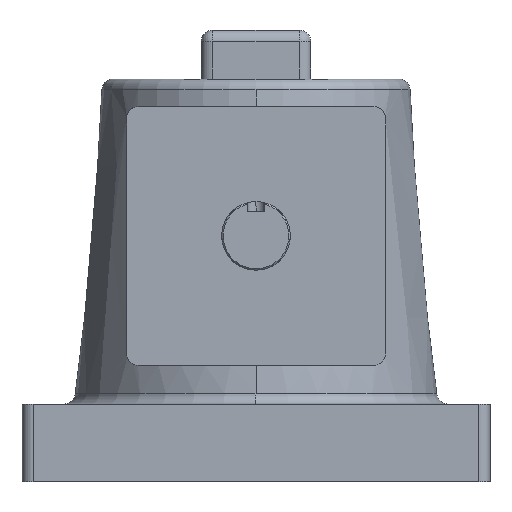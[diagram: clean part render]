
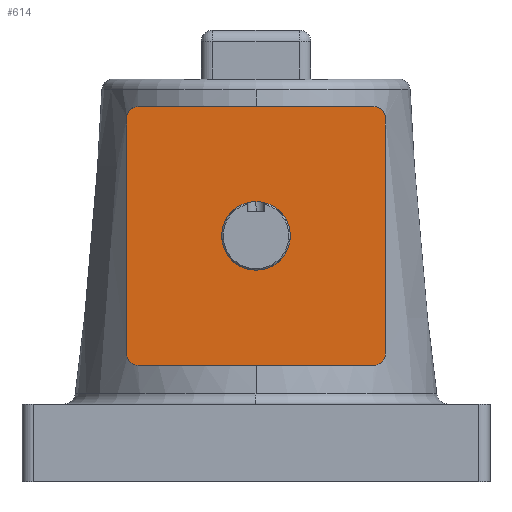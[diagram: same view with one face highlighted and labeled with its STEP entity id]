
A CAD part, left-side view. The second image highlights one B-rep face of the part: STEP entity #614.
In plain terms, the highlighted planar face has unit normal (-1, 0, 0).
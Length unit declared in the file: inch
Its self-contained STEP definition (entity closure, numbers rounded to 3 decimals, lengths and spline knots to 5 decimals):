
#49 = ORIENTED_EDGE ( 'NONE', *, *, #640, .T. ) ;
#50 = ORIENTED_EDGE ( 'NONE', *, *, #639, .T. ) ;
#57 = ORIENTED_EDGE ( 'NONE', *, *, #637, .F. ) ;
#58 = ORIENTED_EDGE ( 'NONE', *, *, #638, .F. ) ;
#125 = VERTEX_POINT ( 'NONE', #1642 ) ;
#126 = VERTEX_POINT ( 'NONE', #1643 ) ;
#157 = VERTEX_POINT ( 'NONE', #1674 ) ;
#158 = VERTEX_POINT ( 'NONE', #1675 ) ;
#159 = VERTEX_POINT ( 'NONE', #1676 ) ;
#160 = VERTEX_POINT ( 'NONE', #1677 ) ;
#161 = VERTEX_POINT ( 'NONE', #1678 ) ;
#162 = VERTEX_POINT ( 'NONE', #1679 ) ;
#163 = VERTEX_POINT ( 'NONE', #1680 ) ;
#164 = VERTEX_POINT ( 'NONE', #1681 ) ;
#365 = CARTESIAN_POINT ( 'NONE',  ( -2.75, 0., 2.69 ) ) ;
#367 = DIRECTION ( 'NONE',  ( 1., 0., 0. ) ) ;
#368 = DIRECTION ( 'NONE',  ( 0., 0., 1. ) ) ;
#614 = ADVANCED_FACE ( 'NONE', ( #1422, #1420 ), #1764, .T. ) ;
#634 = EDGE_CURVE ( 'NONE', #162, #161, #1454, .T. ) ;
#635 = EDGE_CURVE ( 'NONE', #162, #163, #1458, .T. ) ;
#637 = EDGE_CURVE ( 'NONE', #160, #159, #1459, .T. ) ;
#638 = EDGE_CURVE ( 'NONE', #157, #158, #1453, .T. ) ;
#639 = EDGE_CURVE ( 'NONE', #157, #159, #1463, .T. ) ;
#640 = EDGE_CURVE ( 'NONE', #160, #161, #1465, .T. ) ;
#641 = EDGE_CURVE ( 'NONE', #164, #158, #1467, .T. ) ;
#642 = EDGE_CURVE ( 'NONE', #164, #163, #1462, .T. ) ;
#645 = EDGE_CURVE ( 'NONE', #125, #126, #1474, .T. ) ;
#752 = EDGE_CURVE ( 'NONE', #126, #125, #2280, .T. ) ;
#850 = AXIS2_PLACEMENT_3D ( 'NONE', #1768, #1776, #1777 ) ;
#862 = AXIS2_PLACEMENT_3D ( 'NONE', #1843, #1844, #1845 ) ;
#870 = AXIS2_PLACEMENT_3D ( 'NONE', #1851, #1858, #1859 ) ;
#871 = AXIS2_PLACEMENT_3D ( 'NONE', #1853, #1855, #1856 ) ;
#872 = AXIS2_PLACEMENT_3D ( 'NONE', #1854, #1860, #1861 ) ;
#873 = AXIS2_PLACEMENT_3D ( 'NONE', #1867, #1868, #1869 ) ;
#909 = AXIS2_PLACEMENT_3D ( 'NONE', #365, #367, #368 ) ;
#957 = EDGE_LOOP ( 'NONE', ( #58, #50, #57, #49, #1023, #1024, #1025, #1026 ) ) ;
#963 = EDGE_LOOP ( 'NONE', ( #1027, #1028 ) ) ;
#1023 = ORIENTED_EDGE ( 'NONE', *, *, #634, .F. ) ;
#1024 = ORIENTED_EDGE ( 'NONE', *, *, #635, .T. ) ;
#1025 = ORIENTED_EDGE ( 'NONE', *, *, #642, .F. ) ;
#1026 = ORIENTED_EDGE ( 'NONE', *, *, #641, .T. ) ;
#1027 = ORIENTED_EDGE ( 'NONE', *, *, #752, .T. ) ;
#1028 = ORIENTED_EDGE ( 'NONE', *, *, #645, .T. ) ;
#1420 = FACE_BOUND ( 'NONE', #963, .T. ) ;
#1422 = FACE_OUTER_BOUND ( 'NONE', #957, .T. ) ;
#1445 = VECTOR ( 'NONE', #1842, 39.37008 ) ;
#1453 = LINE ( 'NONE', #1849, #1461 ) ;
#1454 = LINE ( 'NONE', #1829, #1445 ) ;
#1456 = VECTOR ( 'NONE', #1850, 39.37008 ) ;
#1458 = CIRCLE ( 'NONE', #862, 0.125 ) ;
#1459 = LINE ( 'NONE', #1841, #1456 ) ;
#1461 = VECTOR ( 'NONE', #1852, 39.37008 ) ;
#1462 = LINE ( 'NONE', #1862, #1464 ) ;
#1463 = CIRCLE ( 'NONE', #871, 0.125 ) ;
#1464 = VECTOR ( 'NONE', #1863, 39.37008 ) ;
#1465 = CIRCLE ( 'NONE', #870, 0.125 ) ;
#1467 = CIRCLE ( 'NONE', #872, 0.125 ) ;
#1474 = CIRCLE ( 'NONE', #873, 0.375 ) ;
#1642 = CARTESIAN_POINT ( 'NONE',  ( -2.75, 0., 2.315 ) ) ;
#1643 = CARTESIAN_POINT ( 'NONE',  ( -2.75, 0., 3.065 ) ) ;
#1674 = CARTESIAN_POINT ( 'NONE',  ( -2.75, -1.29, 1.275 ) ) ;
#1675 = CARTESIAN_POINT ( 'NONE',  ( -2.75, 1.29, 1.275 ) ) ;
#1676 = CARTESIAN_POINT ( 'NONE',  ( -2.75, -1.415, 1.4 ) ) ;
#1677 = CARTESIAN_POINT ( 'NONE',  ( -2.75, -1.415, 3.98 ) ) ;
#1678 = CARTESIAN_POINT ( 'NONE',  ( -2.75, -1.29, 4.105 ) ) ;
#1679 = CARTESIAN_POINT ( 'NONE',  ( -2.75, 1.29, 4.105 ) ) ;
#1680 = CARTESIAN_POINT ( 'NONE',  ( -2.75, 1.415, 3.98 ) ) ;
#1681 = CARTESIAN_POINT ( 'NONE',  ( -2.75, 1.415, 1.4 ) ) ;
#1764 = PLANE ( 'NONE',  #850 ) ;
#1768 = CARTESIAN_POINT ( 'NONE',  ( -2.75, 0., 0. ) ) ;
#1776 = DIRECTION ( 'NONE',  ( -1., 0., 0. ) ) ;
#1777 = DIRECTION ( 'NONE',  ( 0., 0., -1. ) ) ;
#1829 = CARTESIAN_POINT ( 'NONE',  ( -2.75, 1.415, 4.105 ) ) ;
#1841 = CARTESIAN_POINT ( 'NONE',  ( -2.75, -1.415, 1.275 ) ) ;
#1842 = DIRECTION ( 'NONE',  ( 0., -1., 0. ) ) ;
#1843 = CARTESIAN_POINT ( 'NONE',  ( -2.75, 1.29, 3.98 ) ) ;
#1844 = DIRECTION ( 'NONE',  ( -1., 0., 0. ) ) ;
#1845 = DIRECTION ( 'NONE',  ( 0., 0., 1. ) ) ;
#1849 = CARTESIAN_POINT ( 'NONE',  ( -2.75, 1.415, 1.275 ) ) ;
#1850 = DIRECTION ( 'NONE',  ( 0., 0., -1. ) ) ;
#1851 = CARTESIAN_POINT ( 'NONE',  ( -2.75, -1.29, 3.98 ) ) ;
#1852 = DIRECTION ( 'NONE',  ( 0., 1., 0. ) ) ;
#1853 = CARTESIAN_POINT ( 'NONE',  ( -2.75, -1.29, 1.4 ) ) ;
#1854 = CARTESIAN_POINT ( 'NONE',  ( -2.75, 1.29, 1.4 ) ) ;
#1855 = DIRECTION ( 'NONE',  ( -1., 0., 0. ) ) ;
#1856 = DIRECTION ( 'NONE',  ( 0., 0., 1. ) ) ;
#1858 = DIRECTION ( 'NONE',  ( -1., 0., 0. ) ) ;
#1859 = DIRECTION ( 'NONE',  ( 0., 0., 1. ) ) ;
#1860 = DIRECTION ( 'NONE',  ( -1., 0., 0. ) ) ;
#1861 = DIRECTION ( 'NONE',  ( 0., 0., 1. ) ) ;
#1862 = CARTESIAN_POINT ( 'NONE',  ( -2.75, 1.415, 1.275 ) ) ;
#1863 = DIRECTION ( 'NONE',  ( 0., 0., 1. ) ) ;
#1867 = CARTESIAN_POINT ( 'NONE',  ( -2.75, 0., 2.69 ) ) ;
#1868 = DIRECTION ( 'NONE',  ( 1., 0., 0. ) ) ;
#1869 = DIRECTION ( 'NONE',  ( 0., 0., 1. ) ) ;
#2280 = CIRCLE ( 'NONE', #909, 0.375 ) ;
